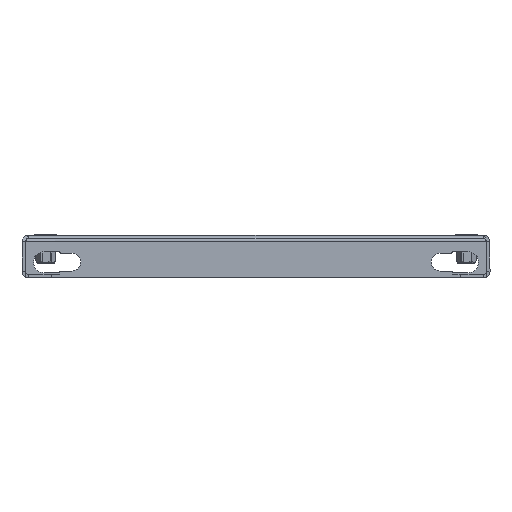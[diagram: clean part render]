
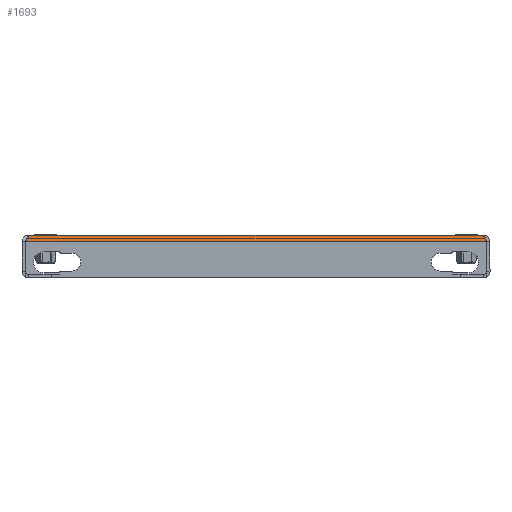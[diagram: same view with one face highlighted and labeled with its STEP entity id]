
A CAD part, front view. The second image highlights one B-rep face of the part: STEP entity #1693.
In plain terms, the highlighted cylindrical face has radius 4 mm (diameter 8 mm), a partial arc.
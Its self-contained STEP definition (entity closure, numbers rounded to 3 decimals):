
#241 = VERTEX_POINT ( 'NONE', #285 ) ;
#285 = CARTESIAN_POINT ( 'NONE',  ( 140., -840., 0. ) ) ;
#288 = CARTESIAN_POINT ( 'NONE',  ( 140.081, -840.264, 0. ) ) ;
#433 = B_SPLINE_CURVE_WITH_KNOTS ( 'NONE', 3,
 ( #4538, #775, #2673, #3468, #8215, #6326, #10805, #5442, #9127, #6223, #3715, #11874, #3649, #10978, #5491, #4009, #4715, #8580 ),
 .UNSPECIFIED., .F., .F.,
 ( 4, 2, 2, 2, 2, 2, 2, 2, 4 ),
 ( 0., 0.001, 0.002, 0.002, 0.003, 0.004, 0.005, 0.006, 0.007 ),
 .UNSPECIFIED. ) ;
#775 = CARTESIAN_POINT ( 'NONE',  ( -141.848, -844., -3.736 ) ) ;
#982 = CYLINDRICAL_SURFACE ( 'NONE', #9432, 4. ) ;
#1061 = LINE ( 'NONE', #2006, #10760 ) ;
#1078 = CARTESIAN_POINT ( 'NONE',  ( 141.124, -843.178, -1.557 ) ) ;
#1191 = CARTESIAN_POINT ( 'NONE',  ( 140.161, -840.524, -0.026 ) ) ;
#1464 = EDGE_CURVE ( 'NONE', #241, #11437, #10735, .T. ) ;
#1681 = CARTESIAN_POINT ( 'NONE',  ( -140., -840., 0. ) ) ;
#1693 = ADVANCED_FACE ( 'NONE', ( #2768 ), #982, .T. ) ;
#1961 = CARTESIAN_POINT ( 'NONE',  ( 141.929, -844., -4. ) ) ;
#2006 = CARTESIAN_POINT ( 'NONE',  ( 144., -844., -4. ) ) ;
#2123 = CARTESIAN_POINT ( 'NONE',  ( 141.929, -844., -4. ) ) ;
#2129 = CARTESIAN_POINT ( 'NONE',  ( 140.563, -841.773, -0.405 ) ) ;
#2673 = CARTESIAN_POINT ( 'NONE',  ( -141.768, -843.974, -3.476 ) ) ;
#2768 = FACE_OUTER_BOUND ( 'NONE', #8045, .T. ) ;
#2851 = CARTESIAN_POINT ( 'NONE',  ( 141.045, -843.013, -1.356 ) ) ;
#2985 = CARTESIAN_POINT ( 'NONE',  ( 141.285, -843.469, -1.991 ) ) ;
#3039 = CARTESIAN_POINT ( 'NONE',  ( 140.803, -842.437, -0.817 ) ) ;
#3102 = CARTESIAN_POINT ( 'NONE',  ( 140., -840., 0. ) ) ;
#3209 = DIRECTION ( 'NONE',  ( 1., 0., 0. ) ) ;
#3468 = CARTESIAN_POINT ( 'NONE',  ( -141.608, -843.873, -2.965 ) ) ;
#3649 = CARTESIAN_POINT ( 'NONE',  ( -140.563, -841.774, -0.405 ) ) ;
#3715 = CARTESIAN_POINT ( 'NONE',  ( -140.805, -842.443, -0.822 ) ) ;
#3768 = CARTESIAN_POINT ( 'NONE',  ( 140.402, -841.288, -0.204 ) ) ;
#3997 = LINE ( 'NONE', #4052, #6116 ) ;
#4009 = CARTESIAN_POINT ( 'NONE',  ( -140.162, -840.528, -0.026 ) ) ;
#4052 = CARTESIAN_POINT ( 'NONE',  ( -141.929, -840., 0. ) ) ;
#4104 = ORIENTED_EDGE ( 'NONE', *, *, #1464, .F. ) ;
#4255 = ORIENTED_EDGE ( 'NONE', *, *, #5425, .F. ) ;
#4538 = CARTESIAN_POINT ( 'NONE',  ( -141.929, -844., -4. ) ) ;
#4696 = DIRECTION ( 'NONE',  ( 1., 0., 0. ) ) ;
#4715 = CARTESIAN_POINT ( 'NONE',  ( -140.081, -840.264, 0. ) ) ;
#4736 = DIRECTION ( 'NONE',  ( -1., 0., 0. ) ) ;
#4886 = ORIENTED_EDGE ( 'NONE', *, *, #6665, .F. ) ;
#5342 = VERTEX_POINT ( 'NONE', #1681 ) ;
#5425 = EDGE_CURVE ( 'NONE', #7812, #5342, #433, .T. ) ;
#5442 = CARTESIAN_POINT ( 'NONE',  ( -141.127, -843.183, -1.563 ) ) ;
#5491 = CARTESIAN_POINT ( 'NONE',  ( -140.323, -841.043, -0.129 ) ) ;
#6116 = VECTOR ( 'NONE', #3209, 1000. ) ;
#6223 = CARTESIAN_POINT ( 'NONE',  ( -140.885, -842.644, -0.987 ) ) ;
#6326 = CARTESIAN_POINT ( 'NONE',  ( -141.366, -843.595, -2.227 ) ) ;
#6457 = ORIENTED_EDGE ( 'NONE', *, *, #9333, .T. ) ;
#6660 = CARTESIAN_POINT ( 'NONE',  ( -141.929, -844., -4. ) ) ;
#6665 = EDGE_CURVE ( 'NONE', #5342, #241, #3997, .T. ) ;
#6690 = CARTESIAN_POINT ( 'NONE',  ( 140.884, -842.643, -0.986 ) ) ;
#7812 = VERTEX_POINT ( 'NONE', #6660 ) ;
#8045 = EDGE_LOOP ( 'NONE', ( #4886, #4255, #6457, #4104 ) ) ;
#8215 = CARTESIAN_POINT ( 'NONE',  ( -141.528, -843.796, -2.712 ) ) ;
#8395 = CARTESIAN_POINT ( 'NONE',  ( 141.848, -844., -3.736 ) ) ;
#8575 = CARTESIAN_POINT ( 'NONE',  ( 141.526, -843.794, -2.708 ) ) ;
#8580 = CARTESIAN_POINT ( 'NONE',  ( -140., -840., 0. ) ) ;
#9127 = CARTESIAN_POINT ( 'NONE',  ( -141.045, -843.014, -1.357 ) ) ;
#9333 = EDGE_CURVE ( 'NONE', #7812, #11437, #1061, .T. ) ;
#9432 = AXIS2_PLACEMENT_3D ( 'NONE', #10942, #4736, #10095 ) ;
#10095 = DIRECTION ( 'NONE',  ( 0., -1., 0. ) ) ;
#10184 = CARTESIAN_POINT ( 'NONE',  ( 141.366, -843.595, -2.226 ) ) ;
#10250 = CARTESIAN_POINT ( 'NONE',  ( 141.767, -843.974, -3.472 ) ) ;
#10363 = CARTESIAN_POINT ( 'NONE',  ( 141.606, -843.871, -2.957 ) ) ;
#10735 = B_SPLINE_CURVE_WITH_KNOTS ( 'NONE', 3,
 ( #3102, #288, #1191, #11216, #3768, #2129, #11090, #3039, #6690, #2851, #1078, #2985, #10184, #8575, #10363, #10250, #8395, #1961 ),
 .UNSPECIFIED., .F., .F.,
 ( 4, 2, 2, 2, 2, 2, 2, 2, 4 ),
 ( 0., 0.001, 0.002, 0.002, 0.003, 0.004, 0.005, 0.006, 0.007 ),
 .UNSPECIFIED. ) ;
#10760 = VECTOR ( 'NONE', #4696, 1000. ) ;
#10805 = CARTESIAN_POINT ( 'NONE',  ( -141.287, -843.472, -1.997 ) ) ;
#10942 = CARTESIAN_POINT ( 'NONE',  ( -141.929, -840., -4. ) ) ;
#10978 = CARTESIAN_POINT ( 'NONE',  ( -140.403, -841.292, -0.206 ) ) ;
#11090 = CARTESIAN_POINT ( 'NONE',  ( 140.643, -842.003, -0.528 ) ) ;
#11216 = CARTESIAN_POINT ( 'NONE',  ( 140.321, -841.035, -0.127 ) ) ;
#11437 = VERTEX_POINT ( 'NONE', #2123 ) ;
#11874 = CARTESIAN_POINT ( 'NONE',  ( -140.645, -842.009, -0.531 ) ) ;
